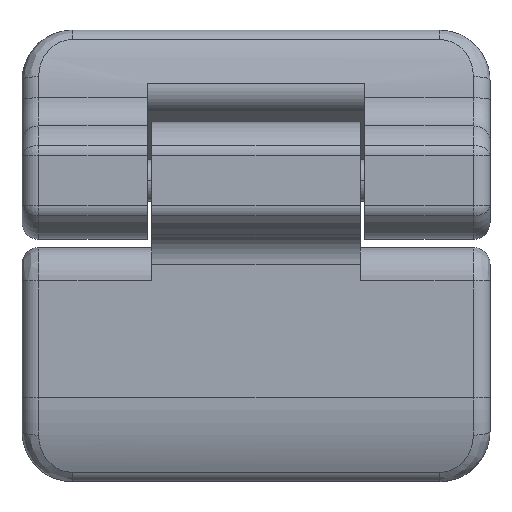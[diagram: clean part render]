
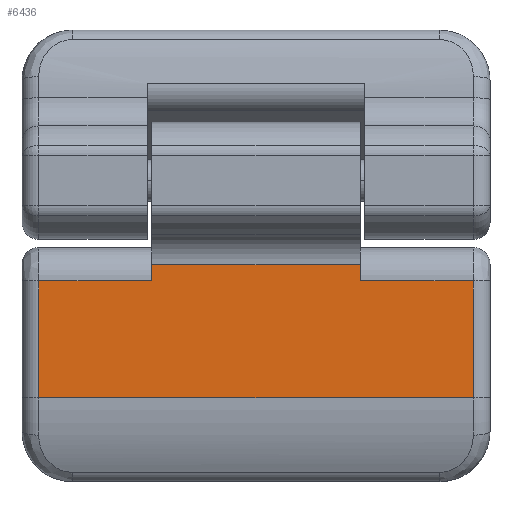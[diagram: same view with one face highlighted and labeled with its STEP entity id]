
A CAD part, top view. The second image highlights one B-rep face of the part: STEP entity #6436.
In plain terms, the highlighted planar face has unit normal (0, 0, 1).
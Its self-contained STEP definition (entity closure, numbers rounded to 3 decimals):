
#4209=DIRECTION('',(0.,1.,0.));
#4210=VECTOR('',#4209,7.);
#4211=CARTESIAN_POINT('',(-13.,-13.,0.2));
#4212=LINE('',#4211,#4210);
#4263=DIRECTION('',(-1.,0.,0.));
#4264=VECTOR('',#4263,6.75);
#4265=CARTESIAN_POINT('',(-6.25,-6.,0.2));
#4266=LINE('',#4265,#4264);
#4398=DIRECTION('',(0.,1.,0.));
#4399=VECTOR('',#4398,0.959);
#4400=CARTESIAN_POINT('',(6.25,-6.,0.2));
#4401=LINE('',#4400,#4399);
#4436=DIRECTION('',(-1.,0.,0.));
#4437=VECTOR('',#4436,6.75);
#4438=CARTESIAN_POINT('',(13.,-6.,0.2));
#4439=LINE('',#4438,#4437);
#4597=DIRECTION('',(1.,0.,0.));
#4598=VECTOR('',#4597,26.);
#4599=CARTESIAN_POINT('',(-13.,-13.,0.2));
#4600=LINE('',#4599,#4598);
#4604=DIRECTION('',(0.,1.,0.));
#4605=VECTOR('',#4604,0.959);
#4606=CARTESIAN_POINT('',(-6.25,-6.,0.2));
#4607=LINE('',#4606,#4605);
#4657=DIRECTION('',(-1.,0.,0.));
#4658=VECTOR('',#4657,12.5);
#4659=CARTESIAN_POINT('',(6.25,-5.041,0.2));
#4660=LINE('',#4659,#4658);
#4825=DIRECTION('',(0.,-1.,0.));
#4826=VECTOR('',#4825,7.);
#4827=CARTESIAN_POINT('',(13.,-6.,0.2));
#4828=LINE('',#4827,#4826);
#5323=CARTESIAN_POINT('',(6.25,-5.041,0.2));
#5324=CARTESIAN_POINT('',(-6.25,-5.041,0.2));
#5325=VERTEX_POINT('',#5323);
#5326=VERTEX_POINT('',#5324);
#5432=CARTESIAN_POINT('',(-6.25,-6.,0.2));
#5433=VERTEX_POINT('',#5432);
#5434=CARTESIAN_POINT('',(6.25,-6.,0.2));
#5435=VERTEX_POINT('',#5434);
#5446=CARTESIAN_POINT('',(-13.,-6.,0.2));
#5447=VERTEX_POINT('',#5446);
#5450=CARTESIAN_POINT('',(-13.,-13.,0.2));
#5451=VERTEX_POINT('',#5450);
#5466=CARTESIAN_POINT('',(13.,-13.,0.2));
#5467=VERTEX_POINT('',#5466);
#5470=CARTESIAN_POINT('',(13.,-6.,0.2));
#5471=VERTEX_POINT('',#5470);
#6418=CARTESIAN_POINT('',(-14.,-3.494,0.2));
#6419=DIRECTION('',(0.,0.,1.));
#6420=DIRECTION('',(0.,-1.,0.));
#6421=AXIS2_PLACEMENT_3D('',#6418,#6419,#6420);
#6422=PLANE('',#6421);
#6423=ORIENTED_EDGE('',*,*,#6033,.T.);
#6424=ORIENTED_EDGE('',*,*,#6074,.F.);
#6426=ORIENTED_EDGE('',*,*,#6425,.T.);
#6428=ORIENTED_EDGE('',*,*,#6427,.F.);
#6429=ORIENTED_EDGE('',*,*,#6205,.F.);
#6430=ORIENTED_EDGE('',*,*,#6238,.F.);
#6432=ORIENTED_EDGE('',*,*,#6431,.T.);
#6433=ORIENTED_EDGE('',*,*,#6409,.F.);
#6434=EDGE_LOOP('',(#6423,#6424,#6426,#6428,#6429,#6430,#6432,#6433));
#6435=FACE_OUTER_BOUND('',#6434,.F.);
#6436=ADVANCED_FACE('',(#6435),#6422,.T.);
#6033=EDGE_CURVE('',#5451,#5447,#4212,.T.);
#6074=EDGE_CURVE('',#5433,#5447,#4266,.T.);
#6205=EDGE_CURVE('',#5435,#5325,#4401,.T.);
#6238=EDGE_CURVE('',#5471,#5435,#4439,.T.);
#6409=EDGE_CURVE('',#5451,#5467,#4600,.T.);
#6425=EDGE_CURVE('',#5433,#5326,#4607,.T.);
#6427=EDGE_CURVE('',#5325,#5326,#4660,.T.);
#6431=EDGE_CURVE('',#5471,#5467,#4828,.T.);
